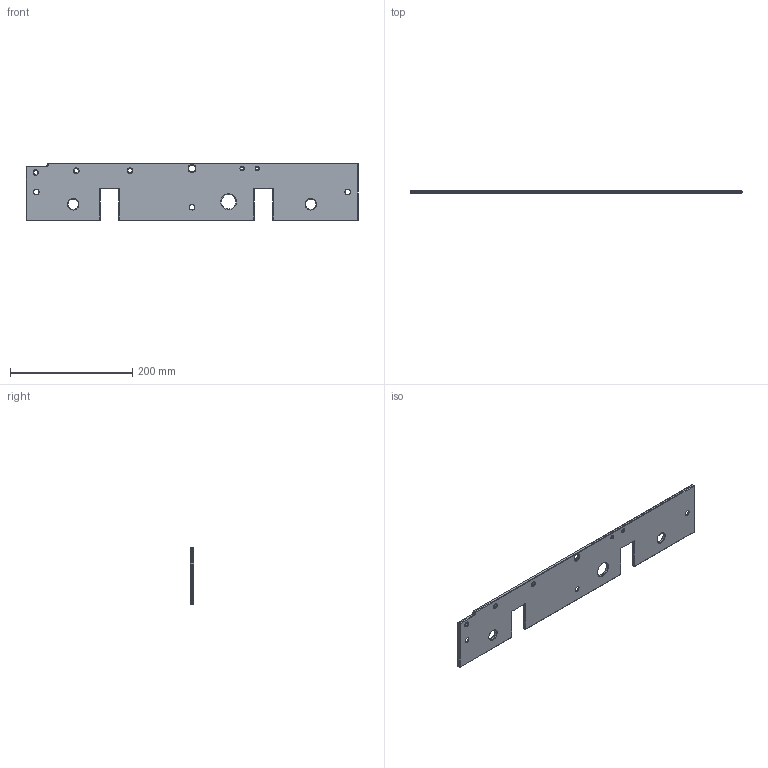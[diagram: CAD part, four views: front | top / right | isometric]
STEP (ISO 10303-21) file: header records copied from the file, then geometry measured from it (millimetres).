
FILE_DESCRIPTION((''),'2;1');
FILE_NAME('DS_ISO_PLATTEN-14897','2026-01-16T10:34:38',('HP'),(''),'CREO PARAMETRIC BY PTC INC, 2020354','CREO PARAMETRIC BY PTC INC, 2020354','');
FILE_SCHEMA(('AP203_CONFIGURATION_CONTROLLED_3D_DESIGN_OF_MECHANICAL_PARTS_AND_ASSEMBLIES_MIM_LF { 1 0 10303 403 2 1 2 }'));
Length unit declared in the file: millimetre
Products named in the file (1): DS_ISO_PLATTEN-14897
Bounding box: 544 x 5 x 94 mm (x, y, z)
Volume: 229711.4 mm3; surface area: 100396.2 mm2
Topology: 1 solids, 1 shells, 434 faces, 1188 edges, 780 vertices
Faces by surface type: plane 182, extrusion 181, cone 44, cylinder 27
Entity records: 21617 total; most frequent: CARTESIAN_POINT 3808, ORIENTED_EDGE 2376, PRESENTATION_STYLE_ASSIGNMENT 1804, DIRECTION 1685, STYLED_ITEM 1370, CURVE_STYLE 1369, EDGE_CURVE 1188, VECTOR 837
